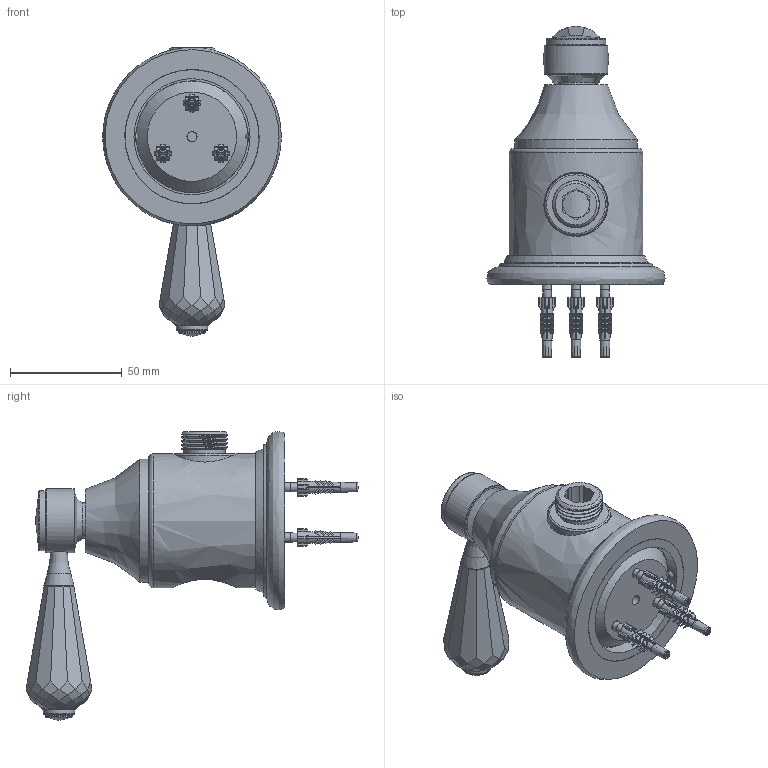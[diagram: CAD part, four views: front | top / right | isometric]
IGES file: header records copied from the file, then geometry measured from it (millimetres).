
Global section: file name: V222-TSC; native system: Autodesk Inventor 2018; preprocessor: unknown; author: gwilkes; date: 20190708.154037; units: millimetre
Bounding box: 79.96 x 148.81 x 129.52 mm (x, y, z)
Volume: 230970.6 mm3; surface area: 96288 mm2
Topology: 37 solids, 37 shells, 1688 faces, 4817 edges, 3207 vertices
Faces by surface type: bspline 1688
